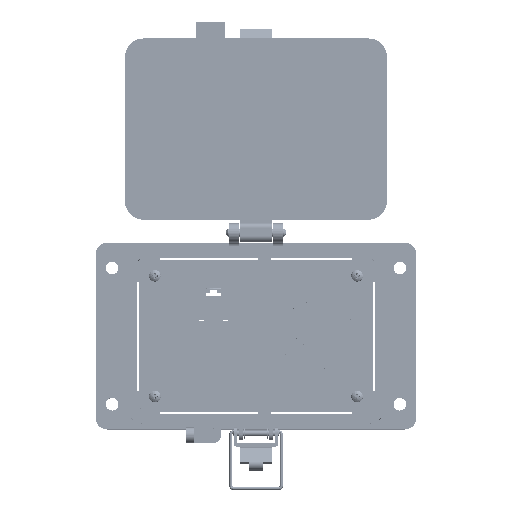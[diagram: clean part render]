
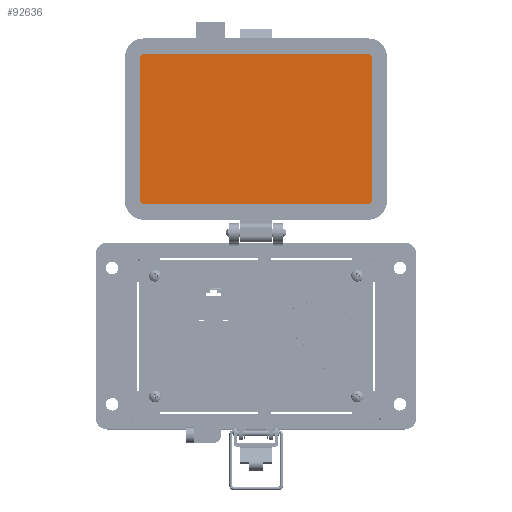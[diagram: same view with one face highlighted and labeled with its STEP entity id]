
A CAD part, top view. The second image highlights one B-rep face of the part: STEP entity #92636.
In plain terms, the highlighted planar face has unit normal (0, 0, 1).
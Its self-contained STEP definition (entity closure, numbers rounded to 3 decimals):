
#1215 = CARTESIAN_POINT ( 'NONE',  ( 57.717, 143.334, 8.694 ) ) ;
#1355 = DIRECTION ( 'NONE',  ( 0., -1., 0. ) ) ;
#2613 = CARTESIAN_POINT ( 'NONE',  ( -59.505, 143.334, 8.694 ) ) ;
#3707 = DIRECTION ( 'NONE',  ( 0., 0., -1. ) ) ;
#4395 = AXIS2_PLACEMENT_3D ( 'NONE', #73930, #3707, #98202 ) ;
#4568 = VECTOR ( 'NONE', #79548, 1000. ) ;
#4613 = VECTOR ( 'NONE', #36452, 1000. ) ;
#7279 = FACE_OUTER_BOUND ( 'NONE', #23413, .T. ) ;
#7341 = EDGE_CURVE ( 'NONE', #57596, #16137, #47617, .T. ) ;
#7714 = CIRCLE ( 'NONE', #4395, 1.785 ) ;
#8984 = DIRECTION ( 'NONE',  ( 0., -1., 0. ) ) ;
#10497 = DIRECTION ( 'NONE',  ( 0., 0., -1. ) ) ;
#10535 = CARTESIAN_POINT ( 'NONE',  ( -59.505, 143.334, 8.694 ) ) ;
#16137 = VERTEX_POINT ( 'NONE', #53501 ) ;
#16575 = LINE ( 'NONE', #48052, #4568 ) ;
#16606 = ORIENTED_EDGE ( 'NONE', *, *, #93327, .F. ) ;
#17401 = EDGE_CURVE ( 'NONE', #70705, #57596, #32749, .T. ) ;
#18772 = CIRCLE ( 'NONE', #31965, 1.785 ) ;
#19817 = LINE ( 'NONE', #10535, #87895 ) ;
#22443 = CARTESIAN_POINT ( 'NONE',  ( -57.72, 145.119, 8.694 ) ) ;
#22986 = VERTEX_POINT ( 'NONE', #2613 ) ;
#23413 = EDGE_LOOP ( 'NONE', ( #38790, #75660, #50035, #83639, #16606, #54487, #90159, #69723 ) ) ;
#24341 = VERTEX_POINT ( 'NONE', #39396 ) ;
#24462 = VERTEX_POINT ( 'NONE', #30517 ) ;
#24787 = VERTEX_POINT ( 'NONE', #27347 ) ;
#27347 = CARTESIAN_POINT ( 'NONE',  ( 59.502, 143.334, 8.694 ) ) ;
#30517 = CARTESIAN_POINT ( 'NONE',  ( 57.717, 145.119, 8.694 ) ) ;
#31702 = VERTEX_POINT ( 'NONE', #22443 ) ;
#31965 = AXIS2_PLACEMENT_3D ( 'NONE', #1215, #10497, #8984 ) ;
#32428 = DIRECTION ( 'NONE',  ( 0., 0., 1. ) ) ;
#32527 = CARTESIAN_POINT ( 'NONE',  ( -57.72, 69.55, 8.694 ) ) ;
#32749 = LINE ( 'NONE', #80235, #63978 ) ;
#35943 = CARTESIAN_POINT ( 'NONE',  ( 57.717, 145.119, 8.694 ) ) ;
#36452 = DIRECTION ( 'NONE',  ( 1., 0., 0. ) ) ;
#38790 = ORIENTED_EDGE ( 'NONE', *, *, #53465, .F. ) ;
#39396 = CARTESIAN_POINT ( 'NONE',  ( 59.502, 69.55, 8.694 ) ) ;
#40655 = CARTESIAN_POINT ( 'NONE',  ( -30.745, 145.119, 8.694 ) ) ;
#44311 = AXIS2_PLACEMENT_3D ( 'NONE', #88609, #55566, #1355 ) ;
#47617 = CIRCLE ( 'NONE', #97177, 1.785 ) ;
#48052 = CARTESIAN_POINT ( 'NONE',  ( 59.502, 69.55, 8.694 ) ) ;
#50035 = ORIENTED_EDGE ( 'NONE', *, *, #7341, .F. ) ;
#53465 = EDGE_CURVE ( 'NONE', #22986, #31702, #7714, .T. ) ;
#53501 = CARTESIAN_POINT ( 'NONE',  ( -59.505, 69.55, 8.694 ) ) ;
#54487 = ORIENTED_EDGE ( 'NONE', *, *, #68868, .F. ) ;
#55566 = DIRECTION ( 'NONE',  ( 0., 0., -1. ) ) ;
#57596 = VERTEX_POINT ( 'NONE', #84856 ) ;
#60181 = LINE ( 'NONE', #35943, #4613 ) ;
#63978 = VECTOR ( 'NONE', #64220, 1000. ) ;
#64040 = AXIS2_PLACEMENT_3D ( 'NONE', #40655, #32428, #79915 ) ;
#64220 = DIRECTION ( 'NONE',  ( -1., 0., 0. ) ) ;
#68868 = EDGE_CURVE ( 'NONE', #24787, #24341, #16575, .T. ) ;
#69723 = ORIENTED_EDGE ( 'NONE', *, *, #90098, .F. ) ;
#70705 = VERTEX_POINT ( 'NONE', #82474 ) ;
#73302 = DIRECTION ( 'NONE',  ( 0., -1., 0. ) ) ;
#73930 = CARTESIAN_POINT ( 'NONE',  ( -57.72, 143.334, 8.694 ) ) ;
#75660 = ORIENTED_EDGE ( 'NONE', *, *, #81294, .F. ) ;
#78013 = PLANE ( 'NONE',  #64040 ) ;
#79548 = DIRECTION ( 'NONE',  ( 0., -1., 0. ) ) ;
#79915 = DIRECTION ( 'NONE',  ( 0., -1., 0. ) ) ;
#80235 = CARTESIAN_POINT ( 'NONE',  ( -57.72, 67.765, 8.694 ) ) ;
#81258 = DIRECTION ( 'NONE',  ( 0., 1., 0. ) ) ;
#81294 = EDGE_CURVE ( 'NONE', #16137, #22986, #19817, .T. ) ;
#82445 = EDGE_CURVE ( 'NONE', #24462, #24787, #18772, .T. ) ;
#82474 = CARTESIAN_POINT ( 'NONE',  ( 57.717, 67.765, 8.694 ) ) ;
#83639 = ORIENTED_EDGE ( 'NONE', *, *, #17401, .F. ) ;
#84856 = CARTESIAN_POINT ( 'NONE',  ( -57.72, 67.765, 8.694 ) ) ;
#87895 = VECTOR ( 'NONE', #81258, 1000. ) ;
#88609 = CARTESIAN_POINT ( 'NONE',  ( 57.717, 69.55, 8.694 ) ) ;
#88849 = CIRCLE ( 'NONE', #44311, 1.785 ) ;
#90098 = EDGE_CURVE ( 'NONE', #31702, #24462, #60181, .T. ) ;
#90159 = ORIENTED_EDGE ( 'NONE', *, *, #82445, .F. ) ;
#92636 = ADVANCED_FACE ( 'NONE', ( #7279 ), #78013, .T. ) ;
#93327 = EDGE_CURVE ( 'NONE', #24341, #70705, #88849, .T. ) ;
#95547 = DIRECTION ( 'NONE',  ( 0., 0., -1. ) ) ;
#97177 = AXIS2_PLACEMENT_3D ( 'NONE', #32527, #95547, #73302 ) ;
#98202 = DIRECTION ( 'NONE',  ( 0., -1., 0. ) ) ;
